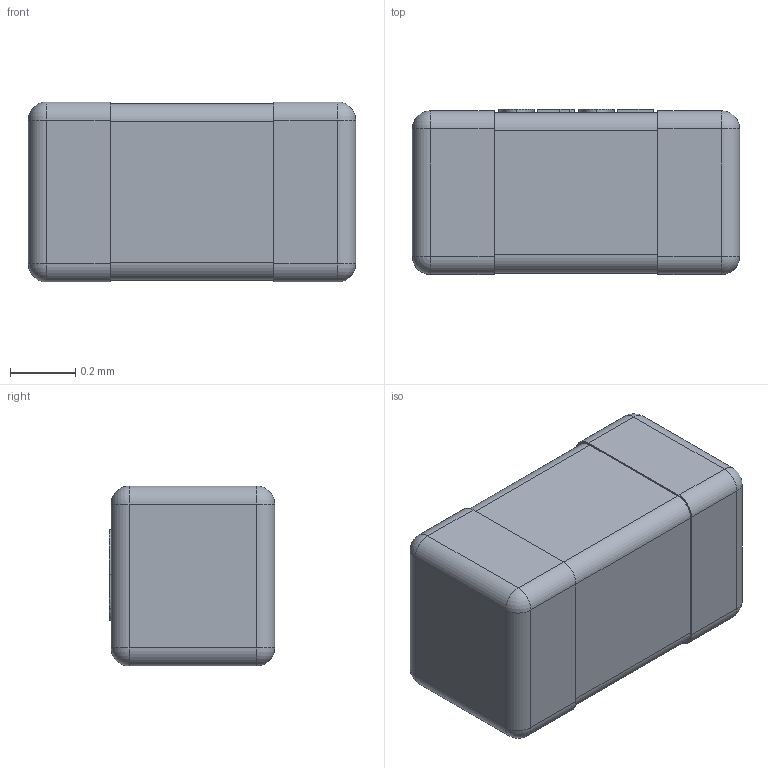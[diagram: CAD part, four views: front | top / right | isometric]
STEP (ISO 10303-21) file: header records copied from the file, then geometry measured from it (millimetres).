
FILE_DESCRIPTION(('HOOPS Exchange Step'),'2;1');
FILE_NAME('CC0402KRX7R8BB104.stp','2023-09-14T09:10:27-07:00',('RBI'),('None'),'HOOPS Exchange 2022.2','SOLIDWORKS MBD','None');
FILE_SCHEMA( ('AP242_MANAGED_MODEL_BASED_3D_ENGINEERING_MIM_LF {1 0 10303 442 1 1 4 }') );
Length unit declared in the file: inch
Products named in the file (1): Default
Bounding box: 1 x 0.51 x 0.55 mm (x, y, z)
Volume: 0.3 mm3; surface area: 3.5 mm2
Topology: 3 solids, 3 shells, 100 faces, 245 edges, 150 vertices
Faces by surface type: plane 46, bspline 26, cylinder 20, sphere 8
Entity records: 4644 total; most frequent: CARTESIAN_POINT 2230, ORIENTED_EDGE 474, DIRECTION 381, EDGE_CURVE 237, VERTEX_POINT 150, VECTOR 145, LINE 145, AXIS2_PLACEMENT_3D 118
